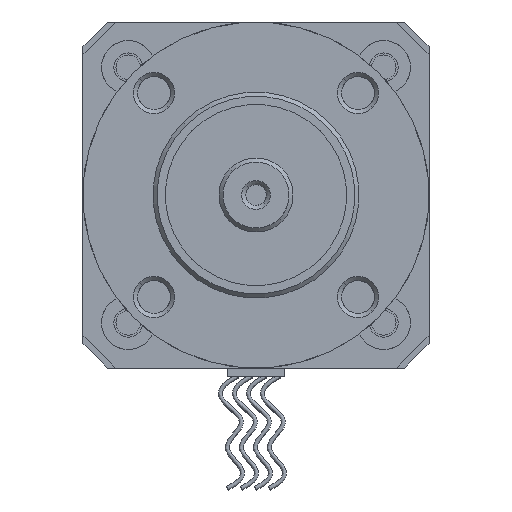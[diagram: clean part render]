
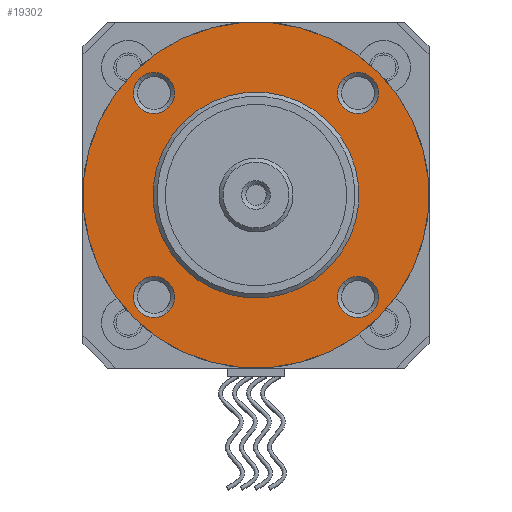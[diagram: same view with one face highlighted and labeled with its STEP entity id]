
A CAD part, left-side view. The second image highlights one B-rep face of the part: STEP entity #19302.
In plain terms, the highlighted face is planar.
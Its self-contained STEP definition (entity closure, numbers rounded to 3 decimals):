
#78 = CARTESIAN_POINT ( 'NONE',  ( 0., 0., 11. ) ) ;
#625 = CARTESIAN_POINT ( 'NONE',  ( 15., 0., 11. ) ) ;
#794 = ORIENTED_EDGE ( 'NONE', *, *, #6804, .T. ) ;
#1142 = CARTESIAN_POINT ( 'NONE',  ( 0., 0., 11. ) ) ;
#1466 = VERTEX_POINT ( 'NONE', #13969 ) ;
#1675 = EDGE_LOOP ( 'NONE', ( #13510, #11699 ) ) ;
#1719 = FACE_OUTER_BOUND ( 'NONE', #16067, .T. ) ;
#1804 = DIRECTION ( 'NONE',  ( 1., 0., 0. ) ) ;
#1992 = DIRECTION ( 'NONE',  ( 1., 0., 0. ) ) ;
#2075 = FACE_BOUND ( 'NONE', #3558, .T. ) ;
#2856 = ORIENTED_EDGE ( 'NONE', *, *, #10803, .T. ) ;
#3120 = VERTEX_POINT ( 'NONE', #14883 ) ;
#3558 = EDGE_LOOP ( 'NONE', ( #8916, #794 ) ) ;
#3658 = EDGE_CURVE ( 'NONE', #10525, #7558, #16709, .T. ) ;
#3831 = FACE_BOUND ( 'NONE', #1675, .T. ) ;
#3843 = AXIS2_PLACEMENT_3D ( 'NONE', #21627, #21977, #9186 ) ;
#4008 = DIRECTION ( 'NONE',  ( 1., 0., 0. ) ) ;
#4193 = AXIS2_PLACEMENT_3D ( 'NONE', #4998, #13766, #20822 ) ;
#4557 = CIRCLE ( 'NONE', #16827, 2.5 ) ;
#4785 = EDGE_CURVE ( 'NONE', #19185, #15454, #17977, .T. ) ;
#4998 = CARTESIAN_POINT ( 'NONE',  ( 0., 0., 11. ) ) ;
#5044 = DIRECTION ( 'NONE',  ( 0., 0., -1. ) ) ;
#5153 = EDGE_CURVE ( 'NONE', #11437, #11999, #10910, .T. ) ;
#5316 = AXIS2_PLACEMENT_3D ( 'NONE', #11014, #9603, #16710 ) ;
#5346 = PLANE ( 'NONE',  #12699 ) ;
#5392 = ORIENTED_EDGE ( 'NONE', *, *, #7516, .T. ) ;
#5466 = CARTESIAN_POINT ( 'NONE',  ( -17.5, 0., 11. ) ) ;
#5813 = CARTESIAN_POINT ( 'NONE',  ( 12.5, 0., 11. ) ) ;
#6407 = DIRECTION ( 'NONE',  ( 1., 0., 0. ) ) ;
#6455 = CARTESIAN_POINT ( 'NONE',  ( 0., -17.5, 11. ) ) ;
#6513 = EDGE_LOOP ( 'NONE', ( #20992, #16683 ) ) ;
#6625 = CARTESIAN_POINT ( 'NONE',  ( -15., 0., 11. ) ) ;
#6753 = AXIS2_PLACEMENT_3D ( 'NONE', #8992, #14597, #1992 ) ;
#6778 = CIRCLE ( 'NONE', #4193, 12.5 ) ;
#6804 = EDGE_CURVE ( 'NONE', #17825, #3120, #8181, .T. ) ;
#7215 = DIRECTION ( 'NONE',  ( 1., 0., 0. ) ) ;
#7375 = EDGE_CURVE ( 'NONE', #15454, #19185, #9305, .T. ) ;
#7516 = EDGE_CURVE ( 'NONE', #18584, #21336, #9848, .T. ) ;
#7558 = VERTEX_POINT ( 'NONE', #5813 ) ;
#7564 = CIRCLE ( 'NONE', #21304, 21. ) ;
#8181 = CIRCLE ( 'NONE', #16378, 2.5 ) ;
#8498 = DIRECTION ( 'NONE',  ( 0., 0., -1. ) ) ;
#8916 = ORIENTED_EDGE ( 'NONE', *, *, #11323, .T. ) ;
#8992 = CARTESIAN_POINT ( 'NONE',  ( 0., 17.5, 11. ) ) ;
#9012 = EDGE_LOOP ( 'NONE', ( #5392, #11251 ) ) ;
#9186 = DIRECTION ( 'NONE',  ( 1., 0., 0. ) ) ;
#9257 = DIRECTION ( 'NONE',  ( 0., 0., 1. ) ) ;
#9305 = CIRCLE ( 'NONE', #21925, 2.5 ) ;
#9603 = DIRECTION ( 'NONE',  ( 0., 0., -1. ) ) ;
#9742 = AXIS2_PLACEMENT_3D ( 'NONE', #19148, #12306, #10539 ) ;
#9816 = EDGE_LOOP ( 'NONE', ( #22035, #20809 ) ) ;
#9848 = CIRCLE ( 'NONE', #11725, 2.5 ) ;
#9942 = DIRECTION ( 'NONE',  ( 0., 0., -1. ) ) ;
#10525 = VERTEX_POINT ( 'NONE', #21758 ) ;
#10539 = DIRECTION ( 'NONE',  ( 1., 0., 0. ) ) ;
#10683 = DIRECTION ( 'NONE',  ( 0., 0., -1. ) ) ;
#10803 = EDGE_CURVE ( 'NONE', #1466, #21626, #7564, .T. ) ;
#10823 = DIRECTION ( 'NONE',  ( 0., 0., 1. ) ) ;
#10910 = CIRCLE ( 'NONE', #3843, 2.5 ) ;
#10955 = DIRECTION ( 'NONE',  ( 1., 0., 0. ) ) ;
#11014 = CARTESIAN_POINT ( 'NONE',  ( -17.5, 0., 11. ) ) ;
#11066 = DIRECTION ( 'NONE',  ( 0., 0., -1. ) ) ;
#11251 = ORIENTED_EDGE ( 'NONE', *, *, #15349, .T. ) ;
#11323 = EDGE_CURVE ( 'NONE', #3120, #17825, #21692, .T. ) ;
#11437 = VERTEX_POINT ( 'NONE', #20473 ) ;
#11683 = DIRECTION ( 'NONE',  ( 0., 0., 1. ) ) ;
#11692 = AXIS2_PLACEMENT_3D ( 'NONE', #6455, #5044, #22283 ) ;
#11699 = ORIENTED_EDGE ( 'NONE', *, *, #7375, .T. ) ;
#11725 = AXIS2_PLACEMENT_3D ( 'NONE', #18160, #11066, #10955 ) ;
#11999 = VERTEX_POINT ( 'NONE', #625 ) ;
#12252 = DIRECTION ( 'NONE',  ( 1., 0., 0. ) ) ;
#12306 = DIRECTION ( 'NONE',  ( 0., 0., 1. ) ) ;
#12379 = EDGE_CURVE ( 'NONE', #21626, #1466, #13500, .T. ) ;
#12535 = ORIENTED_EDGE ( 'NONE', *, *, #12379, .T. ) ;
#12699 = AXIS2_PLACEMENT_3D ( 'NONE', #78, #10823, #7215 ) ;
#13136 = EDGE_CURVE ( 'NONE', #7558, #10525, #6778, .T. ) ;
#13500 = CIRCLE ( 'NONE', #9742, 21. ) ;
#13510 = ORIENTED_EDGE ( 'NONE', *, *, #4785, .T. ) ;
#13766 = DIRECTION ( 'NONE',  ( 0., 0., 1. ) ) ;
#13969 = CARTESIAN_POINT ( 'NONE',  ( 21., 0., 11. ) ) ;
#14597 = DIRECTION ( 'NONE',  ( 0., 0., -1. ) ) ;
#14883 = CARTESIAN_POINT ( 'NONE',  ( 2.5, -17.5, 11. ) ) ;
#15224 = AXIS2_PLACEMENT_3D ( 'NONE', #18109, #9257, #4008 ) ;
#15343 = CARTESIAN_POINT ( 'NONE',  ( -2.5, 17.5, 11. ) ) ;
#15349 = EDGE_CURVE ( 'NONE', #21336, #18584, #21622, .T. ) ;
#15454 = VERTEX_POINT ( 'NONE', #23071 ) ;
#16067 = EDGE_LOOP ( 'NONE', ( #12535, #2856 ) ) ;
#16078 = FACE_BOUND ( 'NONE', #9012, .T. ) ;
#16378 = AXIS2_PLACEMENT_3D ( 'NONE', #19515, #10683, #1804 ) ;
#16683 = ORIENTED_EDGE ( 'NONE', *, *, #13136, .F. ) ;
#16709 = CIRCLE ( 'NONE', #15224, 12.5 ) ;
#16710 = DIRECTION ( 'NONE',  ( 1., 0., 0. ) ) ;
#16827 = AXIS2_PLACEMENT_3D ( 'NONE', #19233, #9942, #20976 ) ;
#17698 = FACE_BOUND ( 'NONE', #6513, .T. ) ;
#17825 = VERTEX_POINT ( 'NONE', #23012 ) ;
#17977 = CIRCLE ( 'NONE', #5316, 2.5 ) ;
#18109 = CARTESIAN_POINT ( 'NONE',  ( 0., 0., 11. ) ) ;
#18160 = CARTESIAN_POINT ( 'NONE',  ( 0., 17.5, 11. ) ) ;
#18217 = CARTESIAN_POINT ( 'NONE',  ( -21., 0., 11. ) ) ;
#18584 = VERTEX_POINT ( 'NONE', #20396 ) ;
#19148 = CARTESIAN_POINT ( 'NONE',  ( 0., 0., 11. ) ) ;
#19185 = VERTEX_POINT ( 'NONE', #6625 ) ;
#19233 = CARTESIAN_POINT ( 'NONE',  ( 17.5, 0., 11. ) ) ;
#19302 = ADVANCED_FACE ( 'NONE', ( #17698, #2075, #21283, #3831, #16078, #1719 ), #5346, .T. ) ;
#19515 = CARTESIAN_POINT ( 'NONE',  ( 0., -17.5, 11. ) ) ;
#20396 = CARTESIAN_POINT ( 'NONE',  ( 2.5, 17.5, 11. ) ) ;
#20473 = CARTESIAN_POINT ( 'NONE',  ( 20., 0., 11. ) ) ;
#20809 = ORIENTED_EDGE ( 'NONE', *, *, #21861, .T. ) ;
#20822 = DIRECTION ( 'NONE',  ( 1., 0., 0. ) ) ;
#20976 = DIRECTION ( 'NONE',  ( 1., 0., 0. ) ) ;
#20992 = ORIENTED_EDGE ( 'NONE', *, *, #3658, .F. ) ;
#21283 = FACE_BOUND ( 'NONE', #9816, .T. ) ;
#21304 = AXIS2_PLACEMENT_3D ( 'NONE', #1142, #11683, #6407 ) ;
#21336 = VERTEX_POINT ( 'NONE', #15343 ) ;
#21622 = CIRCLE ( 'NONE', #6753, 2.5 ) ;
#21626 = VERTEX_POINT ( 'NONE', #18217 ) ;
#21627 = CARTESIAN_POINT ( 'NONE',  ( 17.5, 0., 11. ) ) ;
#21692 = CIRCLE ( 'NONE', #11692, 2.5 ) ;
#21758 = CARTESIAN_POINT ( 'NONE',  ( -12.5, 0., 11. ) ) ;
#21861 = EDGE_CURVE ( 'NONE', #11999, #11437, #4557, .T. ) ;
#21925 = AXIS2_PLACEMENT_3D ( 'NONE', #5466, #8498, #12252 ) ;
#21977 = DIRECTION ( 'NONE',  ( 0., 0., -1. ) ) ;
#22035 = ORIENTED_EDGE ( 'NONE', *, *, #5153, .T. ) ;
#22283 = DIRECTION ( 'NONE',  ( 1., 0., 0. ) ) ;
#23012 = CARTESIAN_POINT ( 'NONE',  ( -2.5, -17.5, 11. ) ) ;
#23071 = CARTESIAN_POINT ( 'NONE',  ( -20., 0., 11. ) ) ;
